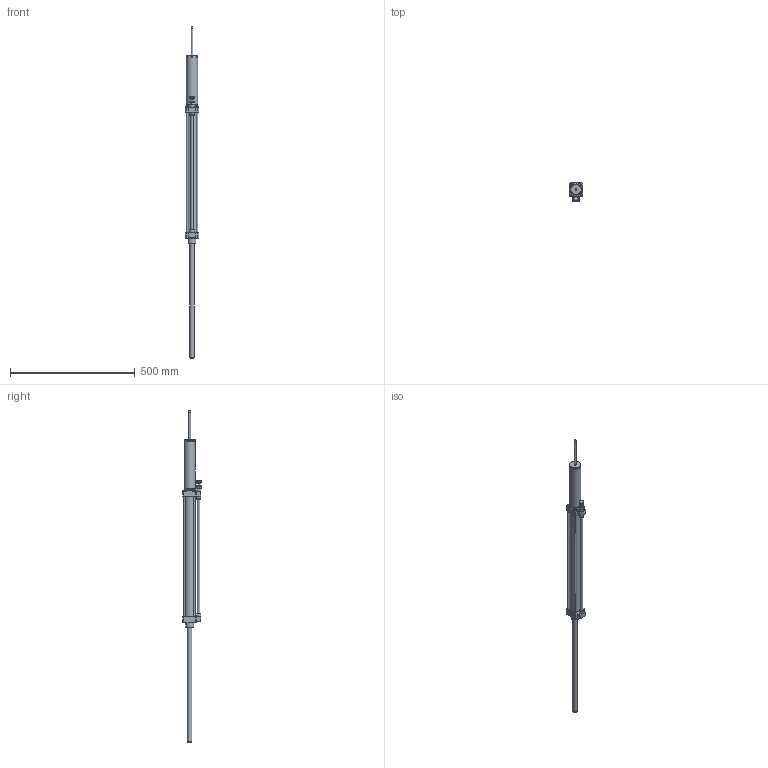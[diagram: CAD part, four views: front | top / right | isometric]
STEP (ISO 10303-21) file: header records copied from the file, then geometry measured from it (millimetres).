
FILE_DESCRIPTION((''),'2;1');
FILE_NAME('1400_40_0450_01_1.iam.stp','2009-04-23T11:25:40',(''),(''),'Autodesk Inventor 2009','Autodesk Inventor 2009','');
FILE_SCHEMA(('AUTOMOTIVE_DESIGN { 1 0 10303 214 1 1 1 1 }'));
Length unit declared in the file: millimetre
Products named in the file (5): 1400_40_0450_01_1; 1400400450011; CORPO REGOLATORE; STELO  C 450; REGOLATORE
Assembly tree (4 placements, depth 2):
  1400_40_0450_01_1
    1400400450011
    CORPO REGOLATORE
    STELO  C 450
    REGOLATORE
Bounding box: 55 x 74 x 1331 mm (x, y, z)
Volume: 1484454.5 mm3; surface area: 214219.8 mm2
Topology: 4 solids, 4 shells, 163 faces, 354 edges, 231 vertices
Faces by surface type: plane 89, cylinder 32, bspline 30, cone 12
Full cylindrical faces by diameter (mm): 2 x1, 6 x4, 8 x2, 9 x1, 10 x1, 14 x1, 17 x1, 17.5 x2, 18 x2, 20 x2, 32 x2, 41 x1, 44.9 x1, 45 x3
Entity records: 4784 total; most frequent: CARTESIAN_POINT 1081, DIRECTION 684, ORIENTED_EDGE 604, EDGE_CURVE 302, AXIS2_PLACEMENT_3D 252, EDGE_LOOP 252, VERTEX_POINT 228, VECTOR 180
